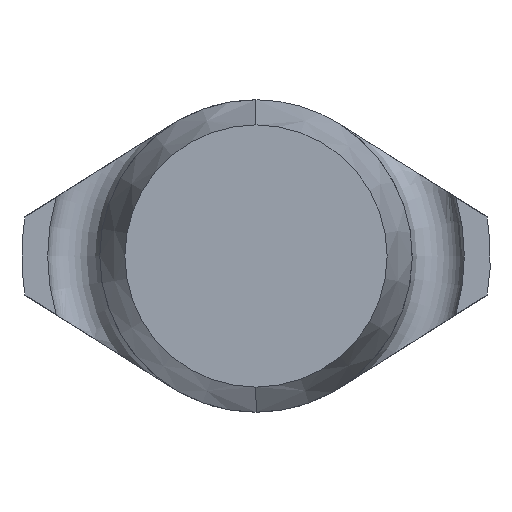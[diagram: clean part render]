
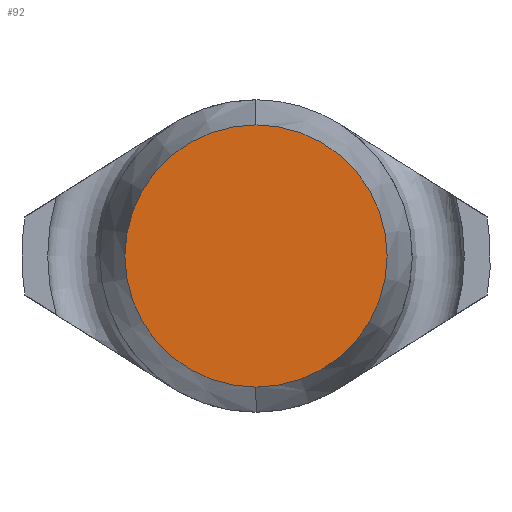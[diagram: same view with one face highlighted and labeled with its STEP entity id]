
A CAD part, front view. The second image highlights one B-rep face of the part: STEP entity #92.
In plain terms, the highlighted planar face has unit normal (0, -1, 0).
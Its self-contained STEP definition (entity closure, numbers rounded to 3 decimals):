
#92 = ADVANCED_FACE( '', ( #135 ), #136, .T. );
#135 = FACE_OUTER_BOUND( '', #186, .T. );
#136 = PLANE( '', #187 );
#186 = EDGE_LOOP( '', ( #332, #333 ) );
#187 = AXIS2_PLACEMENT_3D( '', #334, #335, #336 );
#332 = ORIENTED_EDGE( '', *, *, #407, .F. );
#333 = ORIENTED_EDGE( '', *, *, #447, .F. );
#334 = CARTESIAN_POINT( '', ( 0., -6., -0.839 ) );
#335 = DIRECTION( '', ( 0., -1., 0. ) );
#336 = DIRECTION( '', ( 0., 0., 1. ) );
#407 = EDGE_CURVE( '', #476, #479, #480, .T. );
#447 = EDGE_CURVE( '', #479, #476, #541, .T. );
#476 = VERTEX_POINT( '', #592 );
#479 = VERTEX_POINT( '', #596 );
#480 = CIRCLE( '', #597, 1.678 );
#541 = CIRCLE( '', #761, 1.678 );
#592 = CARTESIAN_POINT( '', ( 0., -6., -1.678 ) );
#596 = CARTESIAN_POINT( '', ( 0., -6., 1.678 ) );
#597 = AXIS2_PLACEMENT_3D( '', #789, #790, #791 );
#761 = AXIS2_PLACEMENT_3D( '', #857, #858, #859 );
#789 = CARTESIAN_POINT( '', ( 0., -6., 0. ) );
#790 = DIRECTION( '', ( 0., 1., 0. ) );
#791 = DIRECTION( '', ( 0., 0., -1. ) );
#857 = CARTESIAN_POINT( '', ( 0., -6., 0. ) );
#858 = DIRECTION( '', ( 0., 1., 0. ) );
#859 = DIRECTION( '', ( 0., 0., -1. ) );
